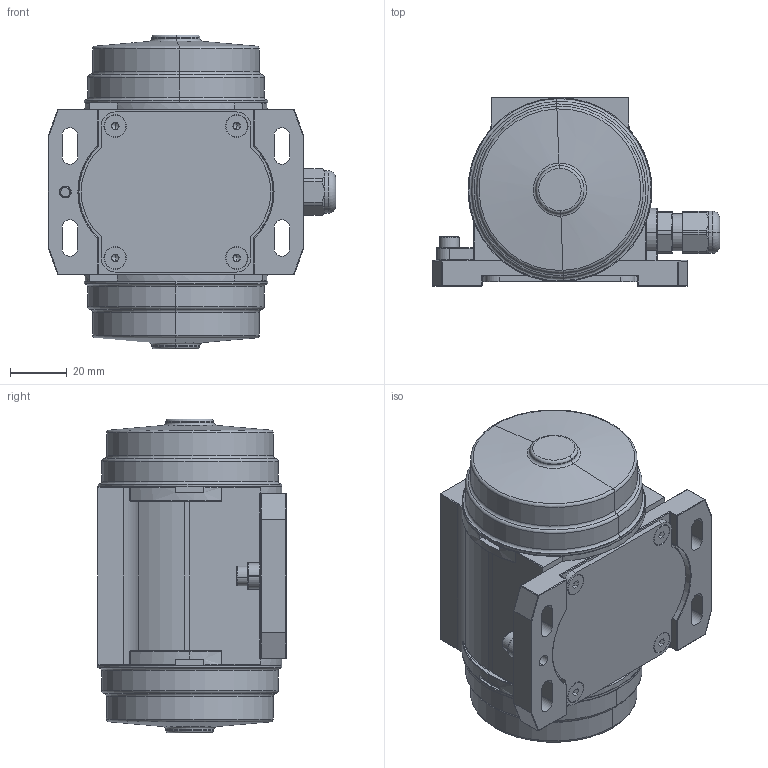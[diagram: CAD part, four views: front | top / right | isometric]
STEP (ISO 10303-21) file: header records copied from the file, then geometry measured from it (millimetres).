
FILE_DESCRIPTION (( 'STEP AP214' ), '1' );
FILE_NAME ('NEA 504.STEP', '2022-04-21T14:53:09', ( '' ), ( '' ), 'SwSTEP 2.0', 'SolidWorks 2015', '' );
FILE_SCHEMA (( 'AUTOMOTIVE_DESIGN' ));
Length unit declared in the file: millimetre
Products named in the file (1): NEA 504
Bounding box: 101.65 x 66.5 x 111 mm (x, y, z)
Volume: 298297.8 mm3; surface area: 69361.5 mm2
Topology: 9 solids, 9 shells, 814 faces, 1952 edges, 1149 vertices
Faces by surface type: plane 296, cylinder 262, torus 119, cone 74, bspline 33, sphere 30
Entity records: 24908 total; most frequent: CARTESIAN_POINT 5905, DIRECTION 4140, ORIENTED_EDGE 3808, EDGE_CURVE 1904, AXIS2_PLACEMENT_3D 1578, VERTEX_POINT 1149, VECTOR 984, LINE 984
